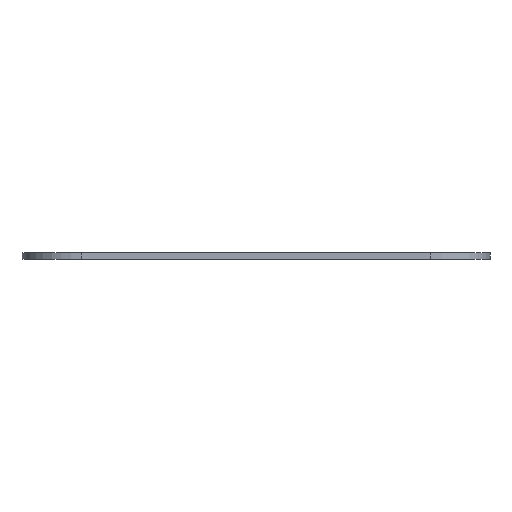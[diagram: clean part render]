
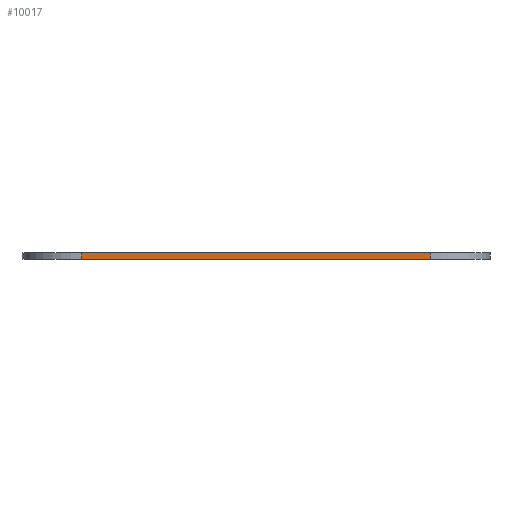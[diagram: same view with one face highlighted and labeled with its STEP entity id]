
A CAD part, front view. The second image highlights one B-rep face of the part: STEP entity #10017.
In plain terms, the highlighted planar face has unit normal (0, -1, 0).
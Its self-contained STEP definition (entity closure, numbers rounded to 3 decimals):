
#1489=FACE_OUTER_BOUND('',#2074,.T.);
#2074=EDGE_LOOP('',(#9238,#9239,#9240,#9241));
#2703=LINE('',#18296,#3586);
#2821=LINE('',#18963,#3704);
#2959=LINE('',#19319,#3842);
#2960=LINE('',#19321,#3843);
#3586=VECTOR('',#11312,10.);
#3704=VECTOR('',#11572,10.);
#3842=VECTOR('',#11970,10.);
#3843=VECTOR('',#11973,10.);
#4583=VERTEX_POINT('',#18293);
#4584=VERTEX_POINT('',#18295);
#4741=VERTEX_POINT('',#18960);
#4742=VERTEX_POINT('',#18962);
#5936=EDGE_CURVE('',#4583,#4584,#2703,.T.);
#6128=EDGE_CURVE('',#4741,#4742,#2821,.T.);
#6307=EDGE_CURVE('',#4583,#4742,#2959,.T.);
#6308=EDGE_CURVE('',#4584,#4741,#2960,.T.);
#9238=ORIENTED_EDGE('',*,*,#5936,.F.);
#9239=ORIENTED_EDGE('',*,*,#6307,.T.);
#9240=ORIENTED_EDGE('',*,*,#6128,.F.);
#9241=ORIENTED_EDGE('',*,*,#6308,.F.);
#9492=PLANE('',#10385);
#10017=ADVANCED_FACE('',(#1489),#9492,.T.);
#10385=AXIS2_PLACEMENT_3D('',#19320,#11971,#11972);
#11312=DIRECTION('',(-1.,0.,0.));
#11572=DIRECTION('',(1.,0.,0.));
#11970=DIRECTION('',(0.,0.,1.));
#11971=DIRECTION('center_axis',(0.,-1.,0.));
#11972=DIRECTION('ref_axis',(1.,0.,0.));
#11973=DIRECTION('',(0.,0.,1.));
#18293=CARTESIAN_POINT('',(79.5,-99.5,0.));
#18295=CARTESIAN_POINT('',(3.5,-99.5,0.));
#18296=CARTESIAN_POINT('',(79.5,-99.5,0.));
#18960=CARTESIAN_POINT('',(3.5,-99.5,1.5));
#18962=CARTESIAN_POINT('',(79.5,-99.5,1.5));
#18963=CARTESIAN_POINT('',(79.5,-99.5,1.5));
#19319=CARTESIAN_POINT('',(79.5,-99.5,0.));
#19320=CARTESIAN_POINT('Origin',(3.5,-99.5,0.));
#19321=CARTESIAN_POINT('',(3.5,-99.5,0.));
